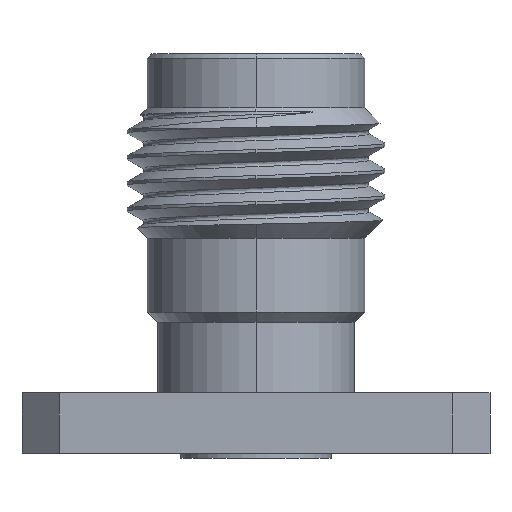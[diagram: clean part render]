
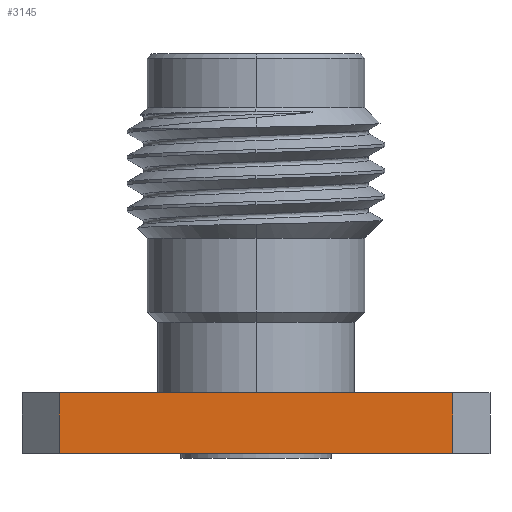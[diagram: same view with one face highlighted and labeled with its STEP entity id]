
A CAD part, front view. The second image highlights one B-rep face of the part: STEP entity #3145.
In plain terms, the highlighted planar face has unit normal (0, -1, 0).
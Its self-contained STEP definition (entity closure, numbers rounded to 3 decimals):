
#56 = ORIENTED_EDGE ( 'NONE', *, *, #4668, .T. ) ;
#200 = VECTOR ( 'NONE', #2676, 1000. ) ;
#330 = CARTESIAN_POINT ( 'NONE',  ( 5.334, -6.35, 0. ) ) ;
#345 = VERTEX_POINT ( 'NONE', #376 ) ;
#358 = EDGE_CURVE ( 'NONE', #345, #770, #1144, .T. ) ;
#366 = VECTOR ( 'NONE', #646, 1000. ) ;
#376 = CARTESIAN_POINT ( 'NONE',  ( -5.334, -6.35, -1.65 ) ) ;
#589 = CARTESIAN_POINT ( 'NONE',  ( -6.35, -6.35, -1.65 ) ) ;
#646 = DIRECTION ( 'NONE',  ( 0., 0., 1. ) ) ;
#770 = VERTEX_POINT ( 'NONE', #1112 ) ;
#967 = DIRECTION ( 'NONE',  ( 0., 0., -1. ) ) ;
#1051 = ORIENTED_EDGE ( 'NONE', *, *, #1249, .T. ) ;
#1112 = CARTESIAN_POINT ( 'NONE',  ( 5.334, -6.35, -1.65 ) ) ;
#1144 = LINE ( 'NONE', #1190, #3648 ) ;
#1190 = CARTESIAN_POINT ( 'NONE',  ( -6.35, -6.35, -1.65 ) ) ;
#1249 = EDGE_CURVE ( 'NONE', #770, #3394, #2389, .T. ) ;
#1398 = CARTESIAN_POINT ( 'NONE',  ( -5.334, -6.35, 0. ) ) ;
#1572 = LINE ( 'NONE', #2949, #3424 ) ;
#1925 = FACE_OUTER_BOUND ( 'NONE', #4338, .T. ) ;
#1950 = DIRECTION ( 'NONE',  ( 1., 0., 0. ) ) ;
#2389 = LINE ( 'NONE', #2504, #366 ) ;
#2504 = CARTESIAN_POINT ( 'NONE',  ( 5.334, -6.35, -1.65 ) ) ;
#2541 = ORIENTED_EDGE ( 'NONE', *, *, #4953, .F. ) ;
#2676 = DIRECTION ( 'NONE',  ( 1., 0., 0. ) ) ;
#2949 = CARTESIAN_POINT ( 'NONE',  ( -5.334, -6.35, -1.65 ) ) ;
#3028 = CARTESIAN_POINT ( 'NONE',  ( -6.35, -6.35, 0. ) ) ;
#3145 = ADVANCED_FACE ( 'NONE', ( #1925 ), #3640, .T. ) ;
#3229 = DIRECTION ( 'NONE',  ( 0., -1., 0. ) ) ;
#3312 = DIRECTION ( 'NONE',  ( 0., 0., -1. ) ) ;
#3394 = VERTEX_POINT ( 'NONE', #330 ) ;
#3424 = VECTOR ( 'NONE', #3312, 1000. ) ;
#3535 = VERTEX_POINT ( 'NONE', #1398 ) ;
#3596 = LINE ( 'NONE', #3028, #200 ) ;
#3640 = PLANE ( 'NONE',  #4772 ) ;
#3648 = VECTOR ( 'NONE', #1950, 1000. ) ;
#4338 = EDGE_LOOP ( 'NONE', ( #2541, #56, #4658, #1051 ) ) ;
#4658 = ORIENTED_EDGE ( 'NONE', *, *, #358, .T. ) ;
#4668 = EDGE_CURVE ( 'NONE', #3535, #345, #1572, .T. ) ;
#4772 = AXIS2_PLACEMENT_3D ( 'NONE', #589, #3229, #967 ) ;
#4953 = EDGE_CURVE ( 'NONE', #3535, #3394, #3596, .T. ) ;
